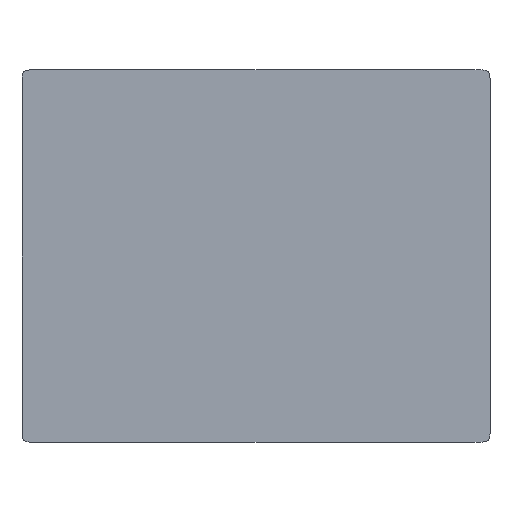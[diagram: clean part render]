
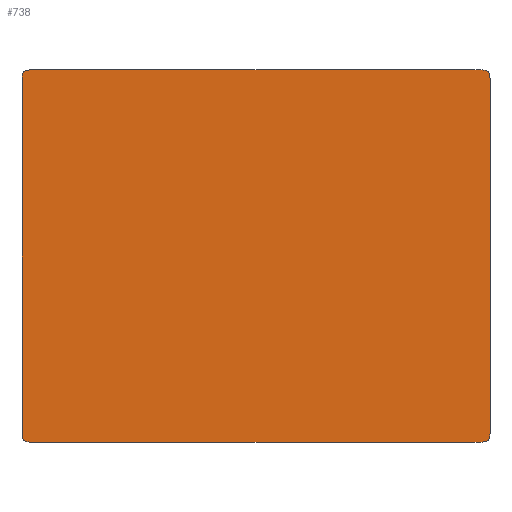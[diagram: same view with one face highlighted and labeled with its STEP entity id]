
A CAD part, front view. The second image highlights one B-rep face of the part: STEP entity #738.
In plain terms, the highlighted planar face has unit normal (0, -1, 0).
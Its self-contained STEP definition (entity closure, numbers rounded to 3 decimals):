
#27=LINE('',#2360,#51);
#28=LINE('',#2361,#52);
#29=LINE('',#2362,#53);
#30=LINE('',#2363,#54);
#51=VECTOR('',#843,10.);
#52=VECTOR('',#844,10.);
#53=VECTOR('',#845,10.);
#54=VECTOR('',#846,10.);
#64=PLANE('',#787);
#114=FACE_OUTER_BOUND('',#160,.T.);
#160=EDGE_LOOP('',(#545,#546,#547,#548,#549,#550,#551,#552));
#233=B_SPLINE_CURVE_WITH_KNOTS('',3,(#2156,#2157,#2158,#2159,#2160,#2161,
#2162,#2163,#2164,#2165,#2166,#2167,#2168,#2169,#2170,#2171),
 .UNSPECIFIED.,.F.,.F.,(4,3,3,3,3,4),(-0.416,-0.322,
-0.25,-0.187,-0.115,0.),
 .UNSPECIFIED.);
#235=B_SPLINE_CURVE_WITH_KNOTS('',3,(#2218,#2219,#2220,#2221,#2222,#2223,
#2224,#2225,#2226,#2227,#2228,#2229,#2230,#2231,#2232,#2233),
 .UNSPECIFIED.,.F.,.F.,(4,3,3,3,3,4),(-0.416,-0.322,
-0.25,-0.187,-0.115,0.),
 .UNSPECIFIED.);
#237=B_SPLINE_CURVE_WITH_KNOTS('',3,(#2280,#2281,#2282,#2283,#2284,#2285,
#2286,#2287,#2288,#2289,#2290,#2291,#2292,#2293,#2294,#2295),
 .UNSPECIFIED.,.F.,.F.,(4,3,3,3,3,4),(-0.416,-0.322,
-0.25,-0.187,-0.115,0.),
 .UNSPECIFIED.);
#239=B_SPLINE_CURVE_WITH_KNOTS('',3,(#2342,#2343,#2344,#2345,#2346,#2347,
#2348,#2349,#2350,#2351,#2352,#2353,#2354,#2355,#2356,#2357),
 .UNSPECIFIED.,.F.,.F.,(4,3,3,3,3,4),(-0.416,-0.322,
-0.25,-0.187,-0.115,0.),
 .UNSPECIFIED.);
#311=VERTEX_POINT('',#2153);
#312=VERTEX_POINT('',#2155);
#315=VERTEX_POINT('',#2215);
#316=VERTEX_POINT('',#2217);
#319=VERTEX_POINT('',#2277);
#320=VERTEX_POINT('',#2279);
#323=VERTEX_POINT('',#2339);
#324=VERTEX_POINT('',#2341);
#399=EDGE_CURVE('',#312,#311,#233,.T.);
#403=EDGE_CURVE('',#316,#315,#235,.T.);
#407=EDGE_CURVE('',#320,#319,#237,.T.);
#411=EDGE_CURVE('',#324,#323,#239,.T.);
#413=EDGE_CURVE('',#323,#320,#27,.T.);
#414=EDGE_CURVE('',#319,#316,#28,.T.);
#415=EDGE_CURVE('',#315,#312,#29,.T.);
#416=EDGE_CURVE('',#311,#324,#30,.T.);
#545=ORIENTED_EDGE('',*,*,#411,.T.);
#546=ORIENTED_EDGE('',*,*,#413,.T.);
#547=ORIENTED_EDGE('',*,*,#407,.T.);
#548=ORIENTED_EDGE('',*,*,#414,.T.);
#549=ORIENTED_EDGE('',*,*,#403,.T.);
#550=ORIENTED_EDGE('',*,*,#415,.T.);
#551=ORIENTED_EDGE('',*,*,#399,.T.);
#552=ORIENTED_EDGE('',*,*,#416,.T.);
#738=ADVANCED_FACE('',(#114),#64,.F.);
#787=AXIS2_PLACEMENT_3D('',#2359,#841,#842);
#841=DIRECTION('center_axis',(0.,1.,0.));
#842=DIRECTION('ref_axis',(1.,0.,0.));
#843=DIRECTION('',(0.,0.,1.));
#844=DIRECTION('',(-1.,0.,0.));
#845=DIRECTION('',(0.,0.,-1.));
#846=DIRECTION('',(1.,0.,0.));
#2153=CARTESIAN_POINT('',(0.,-4.,-2.));
#2155=CARTESIAN_POINT('',(-2.,-4.,0.));
#2156=CARTESIAN_POINT('Ctrl Pts',(-2.,-4.,0.));
#2157=CARTESIAN_POINT('Ctrl Pts',(-2.,-4.,-0.327));
#2158=CARTESIAN_POINT('Ctrl Pts',(-1.98,-4.,-0.622));
#2159=CARTESIAN_POINT('Ctrl Pts',(-1.928,-4.,-0.876));
#2160=CARTESIAN_POINT('Ctrl Pts',(-1.888,-4.,-1.071));
#2161=CARTESIAN_POINT('Ctrl Pts',(-1.83,-4.,-1.233));
#2162=CARTESIAN_POINT('Ctrl Pts',(-1.752,-4.,-1.367));
#2163=CARTESIAN_POINT('Ctrl Pts',(-1.684,-4.,-1.486));
#2164=CARTESIAN_POINT('Ctrl Pts',(-1.598,-4.,-1.587));
#2165=CARTESIAN_POINT('Ctrl Pts',(-1.489,-4.,-1.671));
#2166=CARTESIAN_POINT('Ctrl Pts',(-1.367,-4.,-1.766));
#2167=CARTESIAN_POINT('Ctrl Pts',(-1.216,-4.,-1.838));
#2168=CARTESIAN_POINT('Ctrl Pts',(-1.032,-4.,-1.89));
#2169=CARTESIAN_POINT('Ctrl Pts',(-0.739,-4.,-1.973));
#2170=CARTESIAN_POINT('Ctrl Pts',(-0.382,-4.,-2.));
#2171=CARTESIAN_POINT('Ctrl Pts',(0.,-4.,-2.));
#2215=CARTESIAN_POINT('',(-2.,-4.,78.7));
#2217=CARTESIAN_POINT('',(0.,-4.,80.7));
#2218=CARTESIAN_POINT('Ctrl Pts',(0.,-4.,80.7));
#2219=CARTESIAN_POINT('Ctrl Pts',(-0.327,-4.,80.7));
#2220=CARTESIAN_POINT('Ctrl Pts',(-0.622,-4.,80.68));
#2221=CARTESIAN_POINT('Ctrl Pts',(-0.876,-4.,80.628));
#2222=CARTESIAN_POINT('Ctrl Pts',(-1.071,-4.,80.588));
#2223=CARTESIAN_POINT('Ctrl Pts',(-1.233,-4.,80.53));
#2224=CARTESIAN_POINT('Ctrl Pts',(-1.367,-4.,80.452));
#2225=CARTESIAN_POINT('Ctrl Pts',(-1.486,-4.,80.384));
#2226=CARTESIAN_POINT('Ctrl Pts',(-1.587,-4.,80.298));
#2227=CARTESIAN_POINT('Ctrl Pts',(-1.671,-4.,80.189));
#2228=CARTESIAN_POINT('Ctrl Pts',(-1.766,-4.,80.067));
#2229=CARTESIAN_POINT('Ctrl Pts',(-1.838,-4.,79.916));
#2230=CARTESIAN_POINT('Ctrl Pts',(-1.89,-4.,79.732));
#2231=CARTESIAN_POINT('Ctrl Pts',(-1.973,-4.,79.439));
#2232=CARTESIAN_POINT('Ctrl Pts',(-2.,-4.,79.082));
#2233=CARTESIAN_POINT('Ctrl Pts',(-2.,-4.,78.7));
#2277=CARTESIAN_POINT('',(100.,-4.,80.7));
#2279=CARTESIAN_POINT('',(102.,-4.,78.7));
#2280=CARTESIAN_POINT('Ctrl Pts',(102.,-4.,78.7));
#2281=CARTESIAN_POINT('Ctrl Pts',(102.,-4.,79.027));
#2282=CARTESIAN_POINT('Ctrl Pts',(101.98,-4.,79.322));
#2283=CARTESIAN_POINT('Ctrl Pts',(101.928,-4.,79.576));
#2284=CARTESIAN_POINT('Ctrl Pts',(101.888,-4.,79.771));
#2285=CARTESIAN_POINT('Ctrl Pts',(101.83,-4.,79.933));
#2286=CARTESIAN_POINT('Ctrl Pts',(101.752,-4.,80.067));
#2287=CARTESIAN_POINT('Ctrl Pts',(101.684,-4.,80.186));
#2288=CARTESIAN_POINT('Ctrl Pts',(101.598,-4.,80.287));
#2289=CARTESIAN_POINT('Ctrl Pts',(101.489,-4.,80.371));
#2290=CARTESIAN_POINT('Ctrl Pts',(101.367,-4.,80.466));
#2291=CARTESIAN_POINT('Ctrl Pts',(101.216,-4.,80.538));
#2292=CARTESIAN_POINT('Ctrl Pts',(101.032,-4.,80.59));
#2293=CARTESIAN_POINT('Ctrl Pts',(100.739,-4.,80.673));
#2294=CARTESIAN_POINT('Ctrl Pts',(100.382,-4.,80.7));
#2295=CARTESIAN_POINT('Ctrl Pts',(100.,-4.,80.7));
#2339=CARTESIAN_POINT('',(102.,-4.,0.));
#2341=CARTESIAN_POINT('',(100.,-4.,-2.));
#2342=CARTESIAN_POINT('Ctrl Pts',(100.,-4.,-2.));
#2343=CARTESIAN_POINT('Ctrl Pts',(100.327,-4.,-2.));
#2344=CARTESIAN_POINT('Ctrl Pts',(100.622,-4.,-1.98));
#2345=CARTESIAN_POINT('Ctrl Pts',(100.876,-4.,-1.928));
#2346=CARTESIAN_POINT('Ctrl Pts',(101.071,-4.,-1.888));
#2347=CARTESIAN_POINT('Ctrl Pts',(101.233,-4.,-1.83));
#2348=CARTESIAN_POINT('Ctrl Pts',(101.367,-4.,-1.752));
#2349=CARTESIAN_POINT('Ctrl Pts',(101.486,-4.,-1.684));
#2350=CARTESIAN_POINT('Ctrl Pts',(101.587,-4.,-1.598));
#2351=CARTESIAN_POINT('Ctrl Pts',(101.671,-4.,-1.489));
#2352=CARTESIAN_POINT('Ctrl Pts',(101.766,-4.,-1.367));
#2353=CARTESIAN_POINT('Ctrl Pts',(101.838,-4.,-1.216));
#2354=CARTESIAN_POINT('Ctrl Pts',(101.89,-4.,-1.032));
#2355=CARTESIAN_POINT('Ctrl Pts',(101.973,-4.,-0.739));
#2356=CARTESIAN_POINT('Ctrl Pts',(102.,-4.,-0.382));
#2357=CARTESIAN_POINT('Ctrl Pts',(102.,-4.,0.));
#2359=CARTESIAN_POINT('Origin',(50.,-4.,39.35));
#2360=CARTESIAN_POINT('',(102.,-4.,-2.));
#2361=CARTESIAN_POINT('',(102.,-4.,80.7));
#2362=CARTESIAN_POINT('',(-2.,-4.,80.7));
#2363=CARTESIAN_POINT('',(-2.,-4.,-2.));
